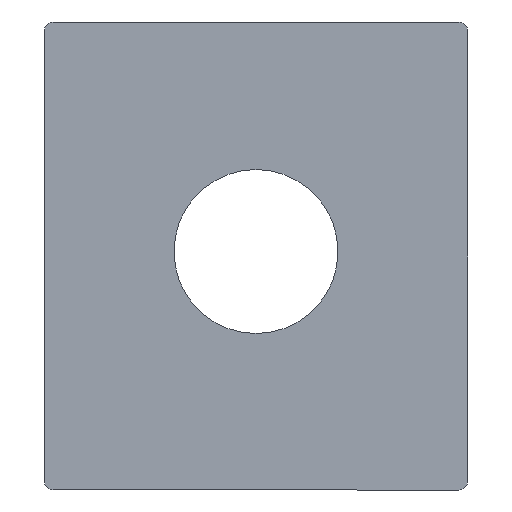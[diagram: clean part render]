
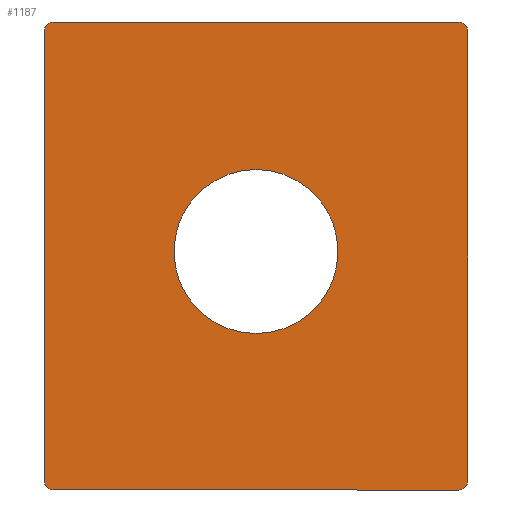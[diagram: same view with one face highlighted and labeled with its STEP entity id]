
A CAD part, front view. The second image highlights one B-rep face of the part: STEP entity #1187.
In plain terms, the highlighted planar face has unit normal (0, -1, 0).
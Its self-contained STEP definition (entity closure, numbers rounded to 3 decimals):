
#1187=ADVANCED_FACE('',(#12533,#12535),#12537,.F.);
#12533=FACE_BOUND('',#12534,.T.);
#12534=EDGE_LOOP('',(#21690,#21691,#21692,#21693,#21694,#21695,#21696,#21697));
#12535=FACE_BOUND('',#12536,.T.);
#12536=EDGE_LOOP('',(#21698));
#12537=PLANE('',#12538);
#12538=AXIS2_PLACEMENT_3D('',#12539,#12540,#12541);
#12539=CARTESIAN_POINT('',(142.,220.,166.693));
#12540=DIRECTION('',(0.,1.,0.));
#12541=DIRECTION('',(0.,0.,-1.));
#21690=ORIENTED_EDGE('',*,*,#28584,.F.);
#21691=ORIENTED_EDGE('',*,*,#28578,.F.);
#21692=ORIENTED_EDGE('',*,*,#28564,.F.);
#21693=ORIENTED_EDGE('',*,*,#28559,.F.);
#21694=ORIENTED_EDGE('',*,*,#28556,.F.);
#21695=ORIENTED_EDGE('',*,*,#28552,.F.);
#21696=ORIENTED_EDGE('',*,*,#28571,.F.);
#21697=ORIENTED_EDGE('',*,*,#28581,.F.);
#21698=ORIENTED_EDGE('',*,*,#28563,.F.);
#28552=EDGE_CURVE('',#31975,#31976,#31977,.T.);
#28556=EDGE_CURVE('',#31976,#31983,#31984,.F.);
#28559=EDGE_CURVE('',#31983,#31988,#31989,.F.);
#28563=EDGE_CURVE('',#31995,#31995,#31996,.F.);
#28564=EDGE_CURVE('',#31988,#31997,#31998,.T.);
#28571=EDGE_CURVE('',#32010,#31975,#32011,.F.);
#28578=EDGE_CURVE('',#31997,#32023,#32024,.T.);
#28581=EDGE_CURVE('',#32028,#32010,#32029,.F.);
#28584=EDGE_CURVE('',#32023,#32028,#32033,.F.);
#31975=VERTEX_POINT('',#37675);
#31976=VERTEX_POINT('',#37676);
#31977=CIRCLE('',#37677,3.);
#31983=VERTEX_POINT('',#37693);
#31984=LINE('',#37694,#37695);
#31988=VERTEX_POINT('',#37704);
#31989=CIRCLE('',#37705,3.);
#31995=VERTEX_POINT('',#37722);
#31996=CIRCLE('',#37723,27.5);
#31997=VERTEX_POINT('',#37727);
#31998=LINE('',#37728,#37729);
#32010=VERTEX_POINT('',#37756);
#32011=LINE('',#37757,#37758);
#32023=VERTEX_POINT('',#37785);
#32024=CIRCLE('',#37786,3.);
#32028=VERTEX_POINT('',#37798);
#32029=CIRCLE('',#37799,3.);
#32033=LINE('',#37811,#37812);
#37675=CARTESIAN_POINT('',(142.,220.,3.));
#37676=CARTESIAN_POINT('',(139.,220.,0.));
#37677=AXIS2_PLACEMENT_3D('',#37678,#37679,#37680);
#37678=CARTESIAN_POINT('',(139.,220.,3.));
#37679=DIRECTION('',(0.,1.,0.));
#37680=DIRECTION('',(1.,0.,0.));
#37693=CARTESIAN_POINT('',(3.,220.,0.));
#37694=CARTESIAN_POINT('',(3.,220.,0.));
#37695=VECTOR('',#37696,1.);
#37696=DIRECTION('',(1.,0.,0.));
#37704=CARTESIAN_POINT('',(0.,220.,3.));
#37705=AXIS2_PLACEMENT_3D('',#37706,#37707,#37708);
#37706=CARTESIAN_POINT('',(3.,220.,3.));
#37707=DIRECTION('',(-0.,-1.,0.));
#37708=DIRECTION('',(-1.,0.,0.));
#37722=CARTESIAN_POINT('',(43.5,220.,80.));
#37723=AXIS2_PLACEMENT_3D('',#37724,#37725,#37726);
#37724=CARTESIAN_POINT('',(71.,220.,80.));
#37725=DIRECTION('',(0.,1.,0.));
#37726=DIRECTION('',(-1.,0.,0.));
#37727=CARTESIAN_POINT('',(0.,220.,154.));
#37728=CARTESIAN_POINT('',(0.,220.,3.));
#37729=VECTOR('',#37730,1.);
#37730=DIRECTION('',(0.,0.,1.));
#37756=CARTESIAN_POINT('',(142.,220.,154.));
#37757=CARTESIAN_POINT('',(142.,220.,3.));
#37758=VECTOR('',#37759,1.);
#37759=DIRECTION('',(0.,0.,1.));
#37785=CARTESIAN_POINT('',(3.,220.,157.));
#37786=AXIS2_PLACEMENT_3D('',#37787,#37788,#37789);
#37787=CARTESIAN_POINT('',(3.,220.,154.));
#37788=DIRECTION('',(0.,1.,-0.));
#37789=DIRECTION('',(-1.,0.,0.));
#37798=CARTESIAN_POINT('',(139.,220.,157.));
#37799=AXIS2_PLACEMENT_3D('',#37800,#37801,#37802);
#37800=CARTESIAN_POINT('',(139.,220.,154.));
#37801=DIRECTION('',(0.,-1.,-0.));
#37802=DIRECTION('',(1.,0.,0.));
#37811=CARTESIAN_POINT('',(139.,220.,157.));
#37812=VECTOR('',#37813,1.);
#37813=DIRECTION('',(-1.,0.,0.));
